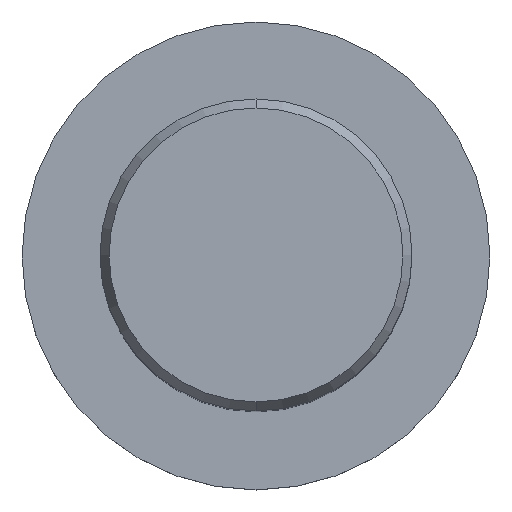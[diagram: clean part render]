
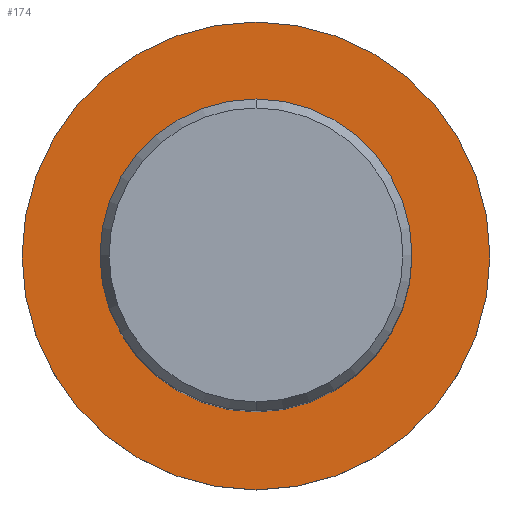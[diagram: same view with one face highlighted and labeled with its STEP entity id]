
A CAD part, top view. The second image highlights one B-rep face of the part: STEP entity #174.
In plain terms, the highlighted planar face has unit normal (0, 0, 1).
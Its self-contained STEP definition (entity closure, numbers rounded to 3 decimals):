
#174=ADVANCED_FACE('',(#459,#460),#461,.T.);
#178=VERTEX_POINT('',#465);
#202=EDGE_CURVE('',#384,#178,#493,.T.);
#260=EDGE_CURVE('',#284,#344,#557,.T.);
#284=VERTEX_POINT('',#584);
#300=EDGE_CURVE('',#178,#384,#601,.T.);
#338=EDGE_CURVE('',#344,#284,#643,.T.);
#344=VERTEX_POINT('',#649);
#384=VERTEX_POINT('',#694);
#459=FACE_BOUND('',#777,.T.);
#460=FACE_OUTER_BOUND('',#778,.T.);
#461=PLANE('',#779);
#465=CARTESIAN_POINT('',(0.,-24.0,-60.0));
#493=CIRCLE('',#818,24.0);
#557=CIRCLE('',#937,16.0);
#584=CARTESIAN_POINT('',(0.,-16.0,-60.0));
#601=CIRCLE('',#1067,24.0);
#643=CIRCLE('',#1204,16.0);
#649=CARTESIAN_POINT('',(0.0,16.0,-60.0));
#694=CARTESIAN_POINT('',(0.0,24.0,-60.0));
#777=EDGE_LOOP('',(#1423,#1424));
#778=EDGE_LOOP('',(#1425,#1426));
#779=AXIS2_PLACEMENT_3D('',#1427,#1428,#1429);
#818=AXIS2_PLACEMENT_3D('',#1468,#1469,#1470);
#937=AXIS2_PLACEMENT_3D('',#1540,#1541,#1542);
#1067=AXIS2_PLACEMENT_3D('',#1592,#1593,#1594);
#1204=AXIS2_PLACEMENT_3D('',#1649,#1650,#1651);
#1423=ORIENTED_EDGE('',*,*,#338,.T.);
#1424=ORIENTED_EDGE('',*,*,#260,.T.);
#1425=ORIENTED_EDGE('',*,*,#202,.F.);
#1426=ORIENTED_EDGE('',*,*,#300,.F.);
#1427=CARTESIAN_POINT('',(0.0,12.0,-60.0));
#1428=DIRECTION('',(-0.0,0.0,1.0));
#1429=DIRECTION('',(0.0,-1.0,0.0));
#1468=CARTESIAN_POINT('',(0.0,0.0,-60.0));
#1469=DIRECTION('',(0.0,0.0,-1.0));
#1470=DIRECTION('',(0.0,1.0,0.0));
#1540=CARTESIAN_POINT('',(0.0,0.0,-60.0));
#1541=DIRECTION('',(-0.0,0.0,-1.0));
#1542=DIRECTION('',(0.0,1.0,0.0));
#1592=CARTESIAN_POINT('',(0.0,0.0,-60.0));
#1593=DIRECTION('',(0.0,0.0,-1.0));
#1594=DIRECTION('',(0.0,1.0,0.0));
#1649=CARTESIAN_POINT('',(0.0,0.0,-60.0));
#1650=DIRECTION('',(-0.0,0.0,-1.0));
#1651=DIRECTION('',(0.0,1.0,0.0));
